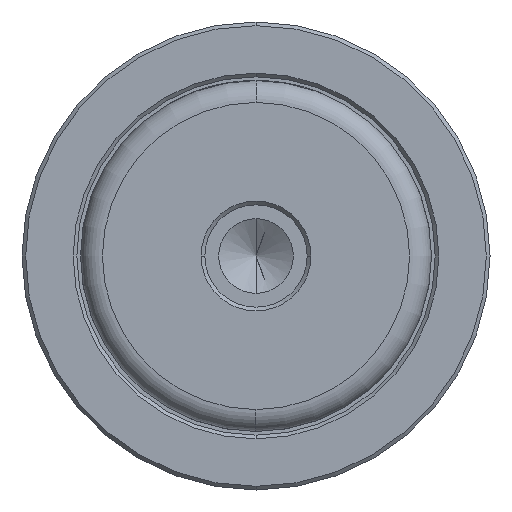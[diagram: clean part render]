
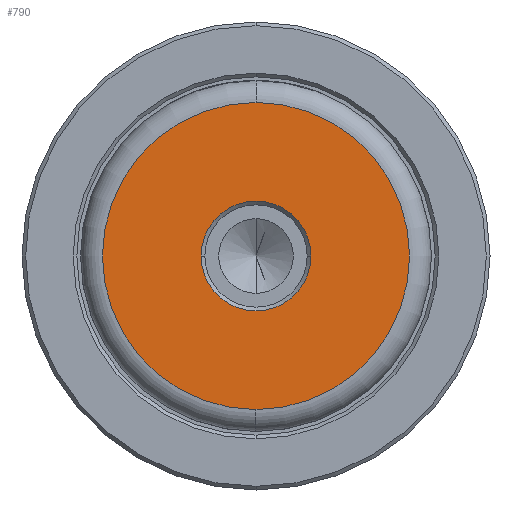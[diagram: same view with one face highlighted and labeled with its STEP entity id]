
A CAD part, left-side view. The second image highlights one B-rep face of the part: STEP entity #790.
In plain terms, the highlighted planar face has unit normal (-1, 0, 0).
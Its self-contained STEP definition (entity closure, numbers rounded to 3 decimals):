
#34 = DIRECTION ( 'NONE',  ( 0., 0., 1. ) ) ;
#118 = DIRECTION ( 'NONE',  ( 1., 0., 0. ) ) ;
#130 = FACE_OUTER_BOUND ( 'NONE', #181, .T. ) ;
#150 = AXIS2_PLACEMENT_3D ( 'NONE', #2322, #1173, #34 ) ;
#181 = EDGE_LOOP ( 'NONE', ( #652, #1244 ) ) ;
#418 = EDGE_CURVE ( 'NONE', #2471, #1117, #1287, .T. ) ;
#437 = EDGE_LOOP ( 'NONE', ( #533, #897 ) ) ;
#441 = CARTESIAN_POINT ( 'NONE',  ( 0., 7.5, 0. ) ) ;
#466 = CARTESIAN_POINT ( 'NONE',  ( 0., 0., 20.997 ) ) ;
#533 = ORIENTED_EDGE ( 'NONE', *, *, #2157, .T. ) ;
#575 = AXIS2_PLACEMENT_3D ( 'NONE', #630, #1944, #811 ) ;
#630 = CARTESIAN_POINT ( 'NONE',  ( 0., 0., 0. ) ) ;
#638 = FACE_BOUND ( 'NONE', #437, .T. ) ;
#652 = ORIENTED_EDGE ( 'NONE', *, *, #1636, .T. ) ;
#682 = CIRCLE ( 'NONE', #1447, 20.997 ) ;
#755 = CARTESIAN_POINT ( 'NONE',  ( 0., 0., -20.997 ) ) ;
#790 = ADVANCED_FACE ( 'NONE', ( #638, #130 ), #1838, .T. ) ;
#811 = DIRECTION ( 'NONE',  ( 0., 0., 1. ) ) ;
#892 = CARTESIAN_POINT ( 'NONE',  ( 0., 0., 0. ) ) ;
#897 = ORIENTED_EDGE ( 'NONE', *, *, #1046, .T. ) ;
#978 = CARTESIAN_POINT ( 'NONE',  ( 0., 0., 0. ) ) ;
#1046 = EDGE_CURVE ( 'NONE', #1879, #1519, #2286, .T. ) ;
#1083 = DIRECTION ( 'NONE',  ( 0., 0., 1. ) ) ;
#1117 = VERTEX_POINT ( 'NONE', #466 ) ;
#1168 = DIRECTION ( 'NONE',  ( 0., 0., 1. ) ) ;
#1173 = DIRECTION ( 'NONE',  ( 1., 0., 0. ) ) ;
#1244 = ORIENTED_EDGE ( 'NONE', *, *, #418, .T. ) ;
#1247 = CARTESIAN_POINT ( 'NONE',  ( 0., 0., 0. ) ) ;
#1287 = CIRCLE ( 'NONE', #1701, 20.997 ) ;
#1406 = CIRCLE ( 'NONE', #2255, 7.5 ) ;
#1435 = DIRECTION ( 'NONE',  ( 0., 0., 1. ) ) ;
#1447 = AXIS2_PLACEMENT_3D ( 'NONE', #978, #2318, #1168 ) ;
#1519 = VERTEX_POINT ( 'NONE', #1835 ) ;
#1636 = EDGE_CURVE ( 'NONE', #1117, #2471, #682, .T. ) ;
#1701 = AXIS2_PLACEMENT_3D ( 'NONE', #892, #2234, #1083 ) ;
#1835 = CARTESIAN_POINT ( 'NONE',  ( 0., -7.5, 0. ) ) ;
#1838 = PLANE ( 'NONE',  #575 ) ;
#1879 = VERTEX_POINT ( 'NONE', #441 ) ;
#1944 = DIRECTION ( 'NONE',  ( -1., 0., 0. ) ) ;
#2157 = EDGE_CURVE ( 'NONE', #1519, #1879, #1406, .T. ) ;
#2234 = DIRECTION ( 'NONE',  ( -1., 0., 0. ) ) ;
#2255 = AXIS2_PLACEMENT_3D ( 'NONE', #1247, #118, #1435 ) ;
#2286 = CIRCLE ( 'NONE', #150, 7.5 ) ;
#2318 = DIRECTION ( 'NONE',  ( -1., 0., 0. ) ) ;
#2322 = CARTESIAN_POINT ( 'NONE',  ( 0., 0., 0. ) ) ;
#2471 = VERTEX_POINT ( 'NONE', #755 ) ;
